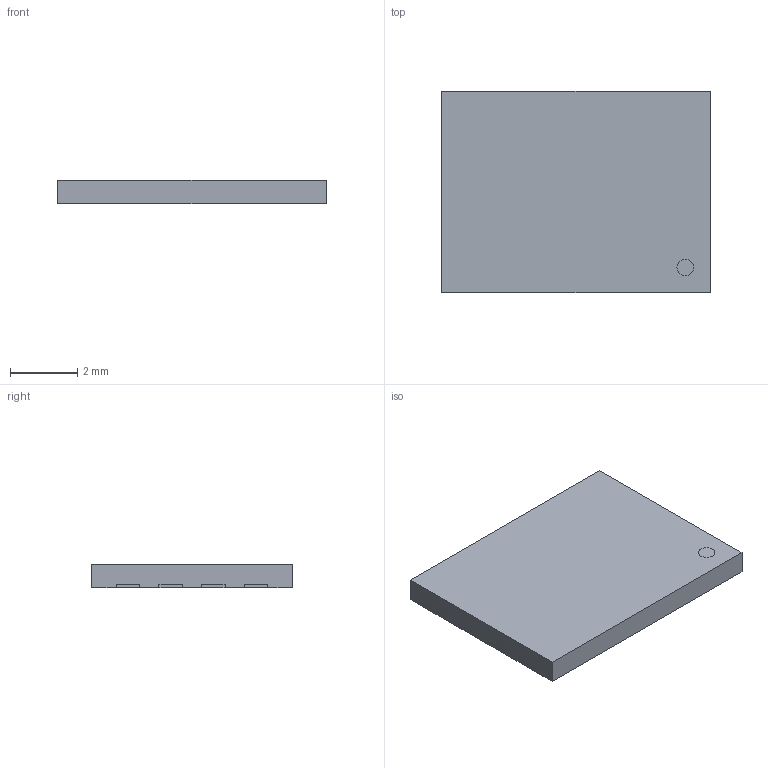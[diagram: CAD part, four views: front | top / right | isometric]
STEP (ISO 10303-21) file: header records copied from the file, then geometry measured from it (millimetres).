
FILE_DESCRIPTION(('STEP AP203'), '1');
FILE_NAME('2', '', ('UNSPECIFIED'), ('UNSPECIFIED'), 'ASCON STEP Converter 1.6', 'ASCON Math Kernel', '');
FILE_SCHEMA(('CONFIG_CONTROL_DESIGN'));
Length unit declared in the file: millimetre
Assembly tree (10 placements, depth 2):
  (unnamed)
    (unnamed)
    (unnamed)  x8
    (unnamed)
Bounding box: 8 x 6 x 0.7 mm (x, y, z)
Volume: 33.6 mm3; surface area: 128.9 mm2
Topology: 10 solids, 10 shells, 91 faces, 210 edges, 140 vertices
Faces by surface type: plane 89, cylinder 2
Full cylindrical faces by diameter (mm): 0.5 x2
Entity records: 2222 total; most frequent: CARTESIAN_POINT 268, DIRECTION 248, ORIENTED_EDGE 248, EDGE_CURVE 124, LINE 120, VECTOR 120, VERTEX_POINT 84, AXIS2_PLACEMENT_3D 64
